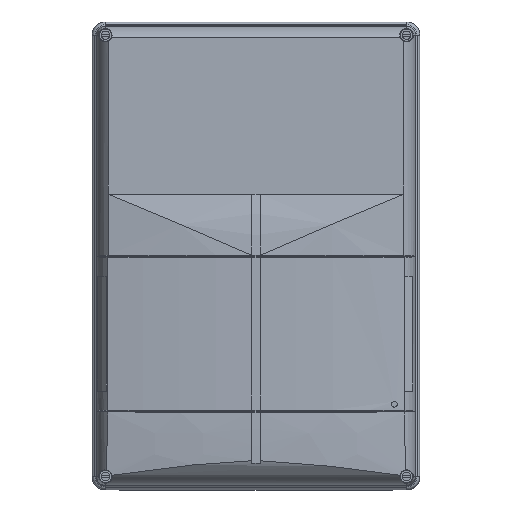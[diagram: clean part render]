
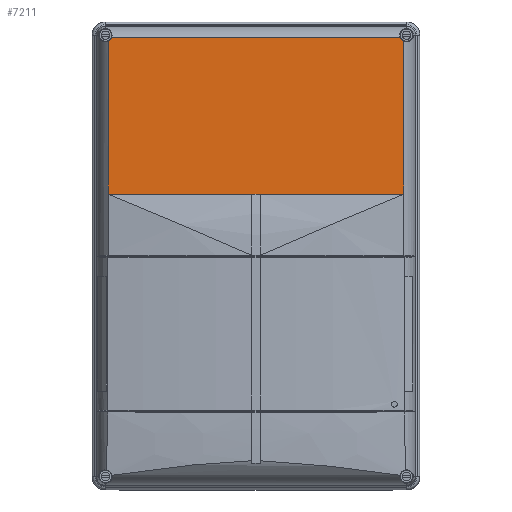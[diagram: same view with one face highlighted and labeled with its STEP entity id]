
A CAD part, top view. The second image highlights one B-rep face of the part: STEP entity #7211.
In plain terms, the highlighted planar face has unit normal (0, 0, 1).
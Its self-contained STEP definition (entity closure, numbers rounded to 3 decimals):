
#7211 = ADVANCED_FACE( '', ( #15230 ), #15231, .T. );
#15230 = FACE_OUTER_BOUND( '', #23820, .T. );
#15231 = PLANE( '', #23821 );
#23820 = EDGE_LOOP( '', ( #44649, #44650, #44651, #44652, #44653, #44654, #44655, #44656 ) );
#23821 = AXIS2_PLACEMENT_3D( '', #44657, #44658, #44659 );
#44649 = ORIENTED_EDGE( '', *, *, #56801, .F. );
#44650 = ORIENTED_EDGE( '', *, *, #51469, .T. );
#44651 = ORIENTED_EDGE( '', *, *, #56802, .F. );
#44652 = ORIENTED_EDGE( '', *, *, #56190, .T. );
#44653 = ORIENTED_EDGE( '', *, *, #54842, .F. );
#44654 = ORIENTED_EDGE( '', *, *, #54462, .T. );
#44655 = ORIENTED_EDGE( '', *, *, #55685, .T. );
#44656 = ORIENTED_EDGE( '', *, *, #51555, .T. );
#44657 = CARTESIAN_POINT( '', ( 175., -210., 54.45 ) );
#44658 = DIRECTION( '', ( 0., 0., 1. ) );
#44659 = DIRECTION( '', ( 1., 0., 0. ) );
#51469 = EDGE_CURVE( '', #62727, #62732, #62734, .F. );
#51555 = EDGE_CURVE( '', #62878, #62876, #62879, .T. );
#54462 = EDGE_CURVE( '', #67248, #59160, #67249, .T. );
#54842 = EDGE_CURVE( '', #67248, #67762, #67763, .T. );
#55685 = EDGE_CURVE( '', #59160, #62878, #68840, .T. );
#56190 = EDGE_CURVE( '', #69469, #67762, #69470, .F. );
#56801 = EDGE_CURVE( '', #62727, #62876, #70140, .F. );
#56802 = EDGE_CURVE( '', #69469, #62732, #70141, .T. );
#59160 = VERTEX_POINT( '', #73270 );
#62727 = VERTEX_POINT( '', #79419 );
#62732 = VERTEX_POINT( '', #79449 );
#62734 = CIRCLE( '', #79480, 6.5 );
#62876 = VERTEX_POINT( '', #79688 );
#62878 = VERTEX_POINT( '', #79693 );
#62879 = LINE( '', #79694, #79695 );
#67248 = VERTEX_POINT( '', #86637 );
#67249 = LINE( '', #86638, #86639 );
#67762 = VERTEX_POINT( '', #87378 );
#67763 = LINE( '', #87379, #87380 );
#68840 = LINE( '', #88991, #88992 );
#69469 = VERTEX_POINT( '', #89955 );
#69470 = CIRCLE( '', #89956, 6.5 );
#70140 = LINE( '', #90993, #90994 );
#70141 = LINE( '', #90995, #90996 );
#73270 = CARTESIAN_POINT( '', ( 3.991, -59.494, 54.45 ) );
#79419 = CARTESIAN_POINT( '', ( -142.5, -206.5, 54.45 ) );
#79449 = CARTESIAN_POINT( '', ( -139., -210., 54.45 ) );
#79480 = AXIS2_PLACEMENT_3D( '', #95685, #95686, #95687 );
#79688 = CARTESIAN_POINT( '', ( -142.5, -59.494, 54.45 ) );
#79693 = CARTESIAN_POINT( '', ( -3.991, -59.494, 54.45 ) );
#79694 = CARTESIAN_POINT( '', ( 175., -59.494, 54.45 ) );
#79695 = VECTOR( '', #95807, 1000. );
#86637 = CARTESIAN_POINT( '', ( 142.5, -59.494, 54.45 ) );
#86638 = CARTESIAN_POINT( '', ( 175., -59.494, 54.45 ) );
#86639 = VECTOR( '', #99264, 1000. );
#87378 = CARTESIAN_POINT( '', ( 142.5, -206.5, 54.45 ) );
#87379 = CARTESIAN_POINT( '', ( 142.5, 225.25, 54.45 ) );
#87380 = VECTOR( '', #99662, 1000. );
#88991 = CARTESIAN_POINT( '', ( 3.991, -59.494, 54.45 ) );
#88992 = VECTOR( '', #100485, 1000. );
#89955 = CARTESIAN_POINT( '', ( 139., -210., 54.45 ) );
#89956 = AXIS2_PLACEMENT_3D( '', #100990, #100991, #100992 );
#90993 = CARTESIAN_POINT( '', ( -142.5, 225.25, 54.45 ) );
#90994 = VECTOR( '', #101461, 1000. );
#90995 = CARTESIAN_POINT( '', ( 175., -210., 54.45 ) );
#90996 = VECTOR( '', #101462, 1000. );
#95685 = CARTESIAN_POINT( '', ( -145., -212.5, 54.45 ) );
#95686 = DIRECTION( '', ( 0., 0., 1. ) );
#95687 = DIRECTION( '', ( 1., 0., 0. ) );
#95807 = DIRECTION( '', ( -1., 0., 0. ) );
#99264 = DIRECTION( '', ( -1., 0., 0. ) );
#99662 = DIRECTION( '', ( 0., -1., 0. ) );
#100485 = DIRECTION( '', ( -1., 0., 0. ) );
#100990 = CARTESIAN_POINT( '', ( 145., -212.5, 54.45 ) );
#100991 = DIRECTION( '', ( 0., 0., 1. ) );
#100992 = DIRECTION( '', ( 1., 0., 0. ) );
#101461 = DIRECTION( '', ( 0., -1., 0. ) );
#101462 = DIRECTION( '', ( -1., 0., 0. ) );
